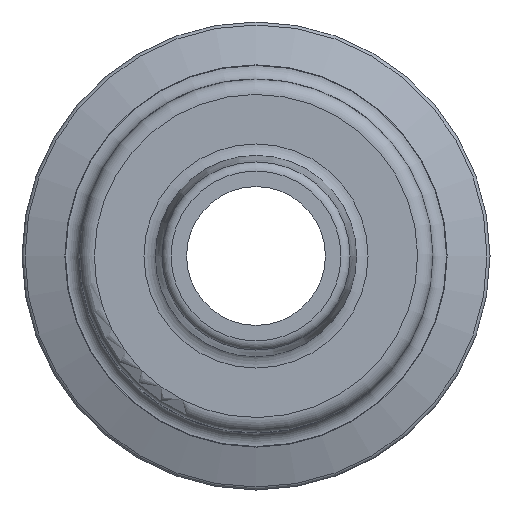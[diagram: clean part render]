
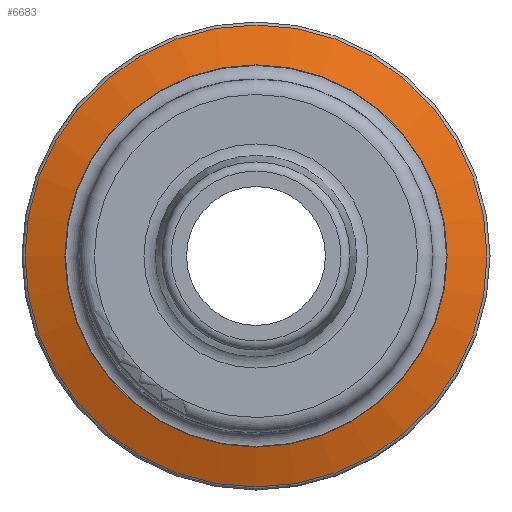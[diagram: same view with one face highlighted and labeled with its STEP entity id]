
A CAD part, left-side view. The second image highlights one B-rep face of the part: STEP entity #6683.
In plain terms, the highlighted conical face has half-angle 70 degrees and reference radius 35.42 mm.
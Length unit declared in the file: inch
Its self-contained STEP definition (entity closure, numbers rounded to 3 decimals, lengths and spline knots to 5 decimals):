
#14=CONICAL_SURFACE($,#7196,1.3945,70.);
#1440=FACE_BOUND($,#2219,.T.);
#1794=FACE_OUTER_BOUND($,#2218,.T.);
#2218=EDGE_LOOP($,(#4869));
#2219=EDGE_LOOP($,(#4870));
#2707=CIRCLE($,#7185,1.254);
#2712=CIRCLE($,#7194,1.51526);
#3097=VERTEX_POINT($,#10528);
#3102=VERTEX_POINT($,#10542);
#3804=EDGE_CURVE($,#3097,#3097,#2707,.T.);
#3809=EDGE_CURVE($,#3102,#3102,#2712,.T.);
#4869=ORIENTED_EDGE($,*,*,#3804,.T.);
#4870=ORIENTED_EDGE($,*,*,#3809,.F.);
#6683=ADVANCED_FACE($,(#1794,#1440),#14,.T.);
#7185=AXIS2_PLACEMENT_3D($,#10529,#7873,#7874);
#7194=AXIS2_PLACEMENT_3D($,#10543,#7891,#7892);
#7196=AXIS2_PLACEMENT_3D($,#10546,#7895,#7896);
#7873=DIRECTION('center_axis',(1.,0.,0.));
#7874=DIRECTION('ref_axis',(0.,1.,0.));
#7891=DIRECTION('center_axis',(1.,0.,0.));
#7892=DIRECTION('ref_axis',(0.,-1.,0.));
#7895=DIRECTION('center_axis',(1.,0.,0.));
#7896=DIRECTION('ref_axis',(0.,1.,0.));
#10528=CARTESIAN_POINT('',(2.81572,1.254,0.));
#10529=CARTESIAN_POINT('Origin',(2.81572,0.,0.));
#10542=CARTESIAN_POINT('',(2.91082,1.51526,0.));
#10543=CARTESIAN_POINT('Origin',(2.91082,0.,0.));
#10546=CARTESIAN_POINT('Origin',(2.86686,0.,0.));
